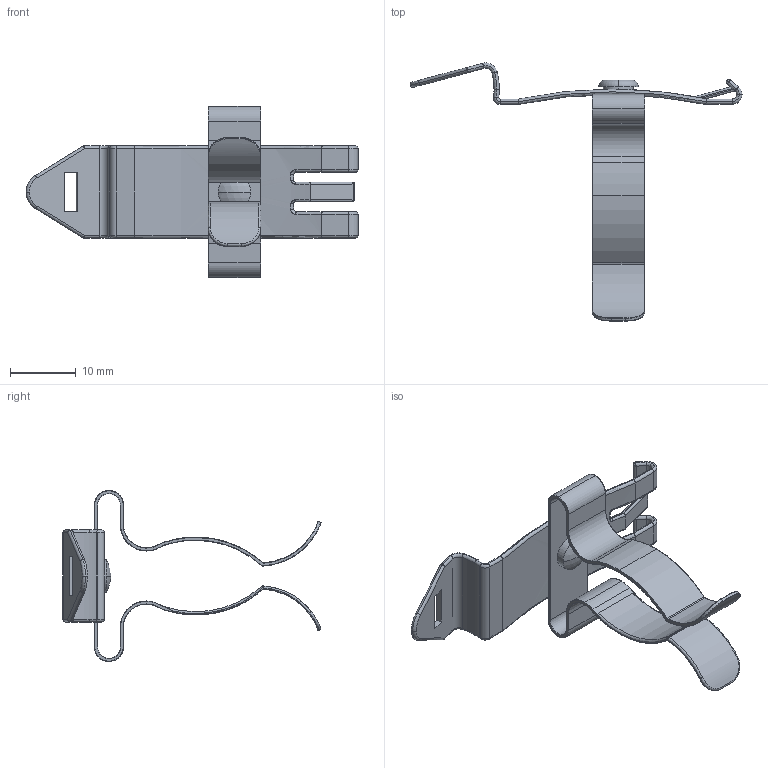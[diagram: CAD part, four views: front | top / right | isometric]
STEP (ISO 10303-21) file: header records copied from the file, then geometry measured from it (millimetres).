
FILE_DESCRIPTION (( 'STEP AP214' ), '1' );
FILE_NAME ('1030-006.STEP', '2024-03-22T09:02:30', ( '' ), ( '' ), 'SwSTEP 2.0', 'SolidWorks 2022', '' );
FILE_SCHEMA (( 'AUTOMOTIVE_DESIGN' ));
Length unit declared in the file: millimetre
Products named in the file (4): 3x1,5_2mm Blechstärke; 1010-017.Kunde; 1030-020; 1030-006
Assembly tree (3 placements, depth 2):
  1030-006
    1030-020
    3x1,5_2mm Blechstärke
    1010-017.Kunde
Bounding box: 50.51 x 39.28 x 26.02 mm (x, y, z)
Volume: 1066 mm3; surface area: 3534.2 mm2
Topology: 3 solids, 3 shells, 328 faces, 753 edges, 413 vertices
Faces by surface type: cylinder 133, bspline 85, torus 54, plane 39, sphere 17
Entity records: 12385 total; most frequent: CARTESIAN_POINT 5363, DIRECTION 1475, ORIENTED_EDGE 1454, EDGE_CURVE 727, AXIS2_PLACEMENT_3D 627, VERTEX_POINT 409, CIRCLE 378, EDGE_LOOP 338
